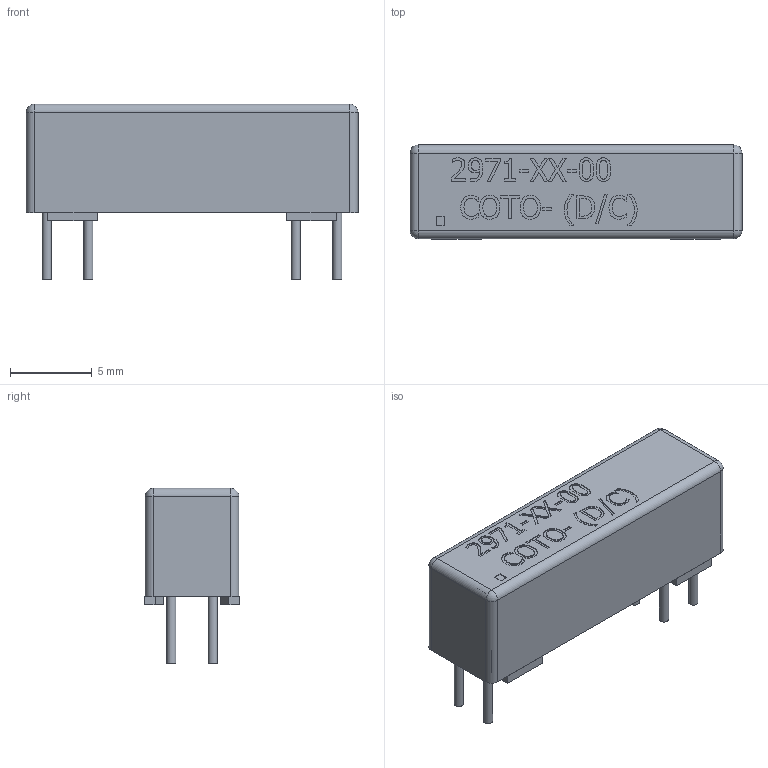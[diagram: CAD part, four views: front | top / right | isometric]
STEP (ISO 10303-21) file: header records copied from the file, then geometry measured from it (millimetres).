
FILE_DESCRIPTION(('PRELIMINARY'),'2;1');
FILE_NAME('2971-XX-00 (A).stp','2013-06-10T11:36:44',('odafonseca'),(''),'Autodesk Inventor 2013','Autodesk Inventor 2013','');
FILE_SCHEMA(('AUTOMOTIVE_DESIGN { 1 0 10303 214 1 1 1 1 }'));
Length unit declared in the file: inch
Products named in the file (1): 2971-XX-00 (A)
Bounding box: 20.32 x 5.79 x 10.74 mm (x, y, z)
Volume: 780.8 mm3; surface area: 1474.3 mm2
Topology: 2 solids, 2 shells, 354 faces, 921 edges, 598 vertices
Faces by surface type: plane 186, bspline 135, cylinder 25, sphere 8
Full cylindrical faces by diameter (mm): 0.559 x7
Entity records: 11718 total; most frequent: CARTESIAN_POINT 3614, ORIENTED_EDGE 1812, DIRECTION 1126, EDGE_CURVE 906, VERTEX_POINT 598, VECTOR 586, LINE 586, EDGE_LOOP 396
